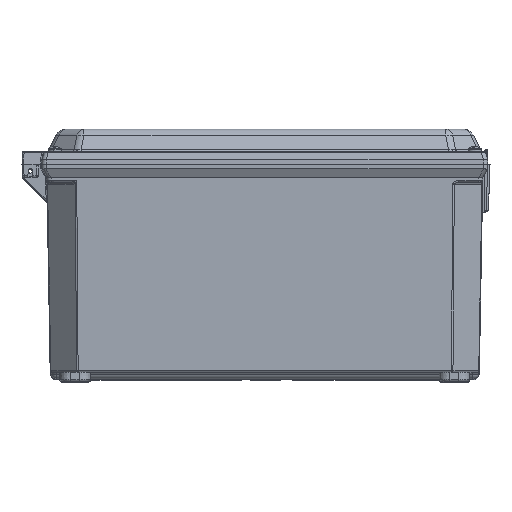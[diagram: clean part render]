
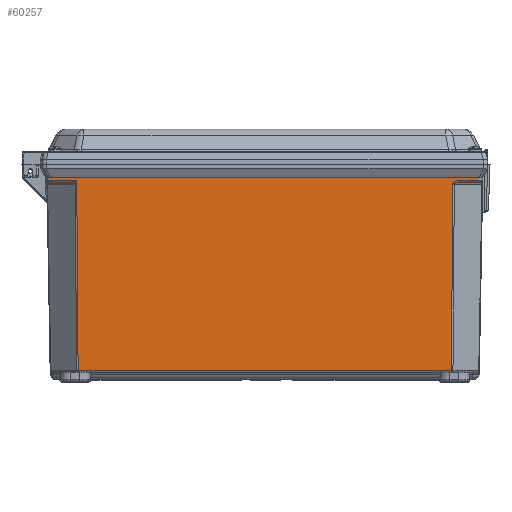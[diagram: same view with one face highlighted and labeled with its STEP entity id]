
A CAD part, top view. The second image highlights one B-rep face of the part: STEP entity #60257.
In plain terms, the highlighted planar face has unit normal (0, -0.018, 1).
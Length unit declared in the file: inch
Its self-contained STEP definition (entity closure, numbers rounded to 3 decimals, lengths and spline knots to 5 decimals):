
#4125 = LINE ( 'NONE', #42199, #200387 ) ;
#8232 = AXIS2_PLACEMENT_3D ( 'NONE', #59367, #167720, #74903 ) ;
#10048 = VECTOR ( 'NONE', #133366, 39.37008 ) ;
#12127 = CARTESIAN_POINT ( 'NONE',  ( -5.3621, -0.4527, 7.10499 ) ) ;
#13691 = LINE ( 'NONE', #118666, #127637 ) ;
#14155 = EDGE_CURVE ( 'NONE', #172465, #63414, #79328, .T. ) ;
#14910 = LINE ( 'NONE', #86633, #10048 ) ;
#15030 = CARTESIAN_POINT ( 'NONE',  ( 5.43313, -0.45208, 7.105 ) ) ;
#15138 = VERTEX_POINT ( 'NONE', #90985 ) ;
#16073 = EDGE_CURVE ( 'NONE', #110332, #36882, #13691, .T. ) ;
#20218 = ORIENTED_EDGE ( 'NONE', *, *, #79673, .T. ) ;
#27454 = CARTESIAN_POINT ( 'NONE',  ( 6.08895, -0.45208, 7.105 ) ) ;
#28382 = VECTOR ( 'NONE', #182546, 39.37008 ) ;
#30576 = CARTESIAN_POINT ( 'NONE',  ( 5.36123, -0.57392, 7.10287 ) ) ;
#34775 = VECTOR ( 'NONE', #58382, 39.37008 ) ;
#36882 = VERTEX_POINT ( 'NONE', #88609 ) ;
#38129 = EDGE_CURVE ( 'NONE', #151742, #106467, #14910, .T. ) ;
#39473 = VECTOR ( 'NONE', #82004, 39.37008 ) ;
#42199 = CARTESIAN_POINT ( 'NONE',  ( 5.36267, -0.37481, 7.10635 ) ) ;
#42799 = CARTESIAN_POINT ( 'NONE',  ( 6.35563, -0.375, 7.10634 ) ) ;
#49105 = VECTOR ( 'NONE', #166534, 39.37008 ) ;
#57563 = EDGE_CURVE ( 'NONE', #78750, #110332, #198967, .T. ) ;
#58382 = DIRECTION ( 'NONE',  ( -1., 0., 0. ) ) ;
#59214 = CARTESIAN_POINT ( 'NONE',  ( -6.08787, -0.57526, 7.10285 ) ) ;
#59367 = CARTESIAN_POINT ( 'NONE',  ( 5.38834, -0.375, 7.10634 ) ) ;
#60257 = ADVANCED_FACE ( 'NONE', ( #74611 ), #152160, .T. ) ;
#60481 = ORIENTED_EDGE ( 'NONE', *, *, #57563, .T. ) ;
#63414 = VERTEX_POINT ( 'NONE', #159664 ) ;
#67089 = CARTESIAN_POINT ( 'NONE',  ( 6.09115, -0.38726, 7.10613 ) ) ;
#73424 = ORIENTED_EDGE ( 'NONE', *, *, #188520, .T. ) ;
#74611 = FACE_OUTER_BOUND ( 'NONE', #162568, .T. ) ;
#74903 = DIRECTION ( 'NONE',  ( 0., -1., -0.017 ) ) ;
#78750 = VERTEX_POINT ( 'NONE', #177022 ) ;
#79168 = EDGE_CURVE ( 'NONE', #172465, #142677, #115425, .T. ) ;
#79328 = LINE ( 'NONE', #27454, #28382 ) ;
#79673 = EDGE_CURVE ( 'NONE', #36882, #151742, #163019, .T. ) ;
#82004 = DIRECTION ( 'NONE',  ( 0.017, 1., 0.017 ) ) ;
#82457 = ORIENTED_EDGE ( 'NONE', *, *, #194503, .T. ) ;
#85594 = LINE ( 'NONE', #67089, #39473 ) ;
#86633 = CARTESIAN_POINT ( 'NONE',  ( 5.38834, -5.87559, 7.01033 ) ) ;
#88609 = CARTESIAN_POINT ( 'NONE',  ( -5.36211, -0.45208, 7.105 ) ) ;
#90395 = DIRECTION ( 'NONE',  ( 0.017, -1., -0.017 ) ) ;
#90985 = CARTESIAN_POINT ( 'NONE',  ( 6.09136, -0.375, 7.10634 ) ) ;
#92903 = CARTESIAN_POINT ( 'NONE',  ( -5.3229, -5.87559, 7.01033 ) ) ;
#103858 = ORIENTED_EDGE ( 'NONE', *, *, #14155, .T. ) ;
#104553 = DIRECTION ( 'NONE',  ( 0.007, 1., 0.017 ) ) ;
#104958 = ORIENTED_EDGE ( 'NONE', *, *, #79168, .F. ) ;
#106467 = VERTEX_POINT ( 'NONE', #113875 ) ;
#110332 = VERTEX_POINT ( 'NONE', #120616 ) ;
#113875 = CARTESIAN_POINT ( 'NONE',  ( 5.3229, -5.87559, 7.01033 ) ) ;
#115425 =( BOUNDED_CURVE ( )  B_SPLINE_CURVE ( 3, ( #123423, #15030, #153871, #30576 ),
 .UNSPECIFIED., .F., .F. ) 
 B_SPLINE_CURVE_WITH_KNOTS ( ( 4, 4 ),
 ( 1.59548, 3.14882 ),
 .UNSPECIFIED. ) 
 CURVE ( )  GEOMETRIC_REPRESENTATION_ITEM ( )  RATIONAL_B_SPLINE_CURVE ( ( 1., 0.809, 0.809, 1. ) ) 
 REPRESENTATION_ITEM ( '' )  );
#117254 = ORIENTED_EDGE ( 'NONE', *, *, #131088, .T. ) ;
#118666 = CARTESIAN_POINT ( 'NONE',  ( -5.38735, -0.45208, 7.105 ) ) ;
#120616 = CARTESIAN_POINT ( 'NONE',  ( -6.09002, -0.45208, 7.105 ) ) ;
#123423 = CARTESIAN_POINT ( 'NONE',  ( 5.53444, -0.45208, 7.105 ) ) ;
#123532 = CARTESIAN_POINT ( 'NONE',  ( 5.53444, -0.45208, 7.105 ) ) ;
#127637 = VECTOR ( 'NONE', #134236, 39.37008 ) ;
#130647 = CARTESIAN_POINT ( 'NONE',  ( 5.36123, -0.57392, 7.10287 ) ) ;
#131088 = EDGE_CURVE ( 'NONE', #106467, #142677, #4125, .T. ) ;
#133366 = DIRECTION ( 'NONE',  ( 1., 0., 0. ) ) ;
#134236 = DIRECTION ( 'NONE',  ( 1., 0., 0. ) ) ;
#142677 = VERTEX_POINT ( 'NONE', #130647 ) ;
#151055 = ORIENTED_EDGE ( 'NONE', *, *, #16073, .T. ) ;
#151742 = VERTEX_POINT ( 'NONE', #92903 ) ;
#152160 = PLANE ( 'NONE',  #8232 ) ;
#153871 = CARTESIAN_POINT ( 'NONE',  ( 5.36175, -0.50229, 7.10412 ) ) ;
#157787 = VECTOR ( 'NONE', #90395, 39.37008 ) ;
#159664 = CARTESIAN_POINT ( 'NONE',  ( 6.09002, -0.45208, 7.105 ) ) ;
#162568 = EDGE_LOOP ( 'NONE', ( #20218, #186456, #117254, #104958, #103858, #82457, #73424, #60481, #151055 ) ) ;
#163019 = LINE ( 'NONE', #12127, #49105 ) ;
#166534 = DIRECTION ( 'NONE',  ( 0.007, -1., -0.017 ) ) ;
#167720 = DIRECTION ( 'NONE',  ( 0., -0.017, 1. ) ) ;
#172465 = VERTEX_POINT ( 'NONE', #123532 ) ;
#177022 = CARTESIAN_POINT ( 'NONE',  ( -6.09136, -0.375, 7.10634 ) ) ;
#182546 = DIRECTION ( 'NONE',  ( 1., 0., 0. ) ) ;
#186456 = ORIENTED_EDGE ( 'NONE', *, *, #38129, .T. ) ;
#188520 = EDGE_CURVE ( 'NONE', #15138, #78750, #199536, .T. ) ;
#194503 = EDGE_CURVE ( 'NONE', #63414, #15138, #85594, .T. ) ;
#198967 = LINE ( 'NONE', #59214, #157787 ) ;
#199536 = LINE ( 'NONE', #42799, #34775 ) ;
#200387 = VECTOR ( 'NONE', #104553, 39.37008 ) ;
